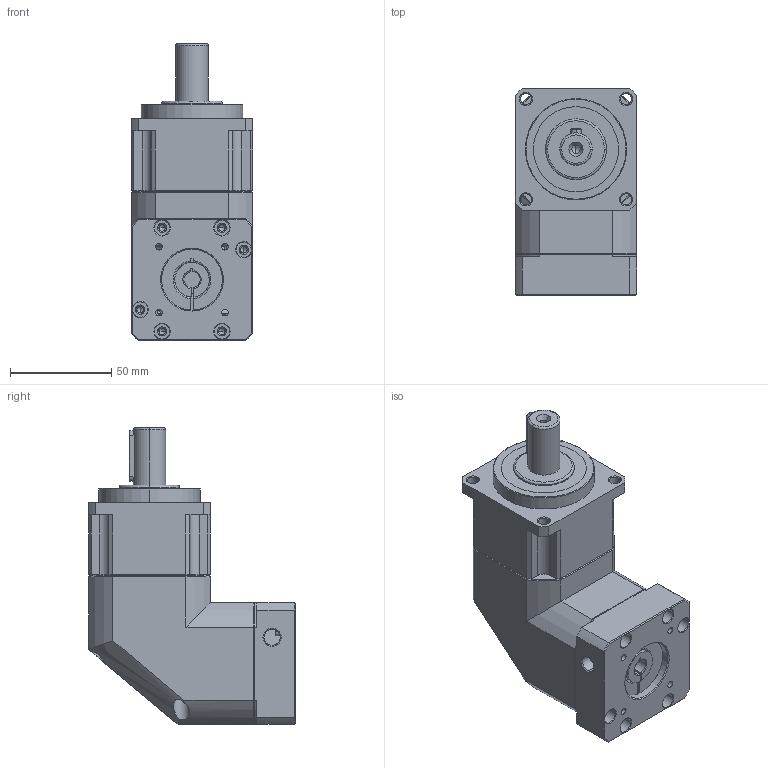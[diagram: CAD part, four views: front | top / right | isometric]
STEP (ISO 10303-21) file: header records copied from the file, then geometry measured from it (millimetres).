
FILE_DESCRIPTION (( 'STEP AP214' ), '1' );
FILE_NAME ('SBL060-L1-8-30-46M4.STEP', '2021-12-18T08:06:12', ( 'admin' ), ( '' ), 'SwSTEP 2.0', 'SolidWorks 2013', '' );
FILE_SCHEMA (( 'AUTOMOTIVE_DESIGN' ));
Length unit declared in the file: millimetre
Products named in the file (6): SBL060-14; SBL060-L1-8-30-46M4; SBL060-30-45M3; 14_X2_8F6C_X0_8_X2_5957_X0_; SB060_X2_8F9351FA7AEF_X0_; SBL060_X2_8F9351658F7495017D2773AF_X0_-14
Assembly tree (5 placements, depth 2):
  SBL060-L1-8-30-46M4
    SBL060-14
    SBL060_X2_8F9351658F7495017D2773AF_X0_-14
    SB060_X2_8F9351FA7AEF_X0_
    14_X2_8F6C_X0_8_X2_5957_X0_
    SBL060-30-45M3
Bounding box: 60 x 102 x 146.5 mm (x, y, z)
Volume: 472982.6 mm3; surface area: 81953.2 mm2
Topology: 7 solids, 7 shells, 478 faces, 1232 edges, 770 vertices
Faces by surface type: cylinder 193, plane 148, cone 113, bspline 24
Entity records: 21422 total; most frequent: CARTESIAN_POINT 4370, DIRECTION 2438, ORIENTED_EDGE 2424, EDGE_CURVE 1212, AXIS2_PLACEMENT_3D 955, VERTEX_POINT 770, EDGE_LOOP 544, VECTOR 528
